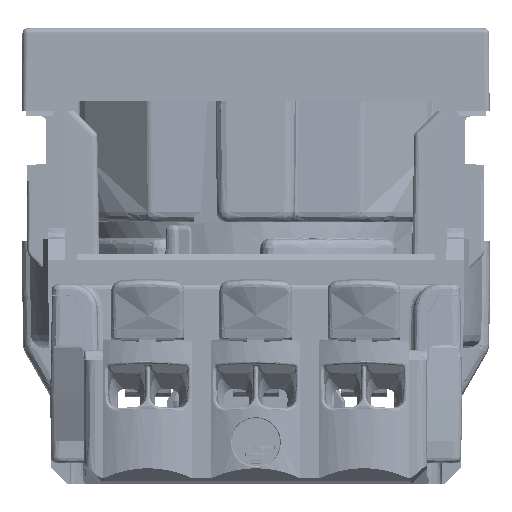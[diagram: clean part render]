
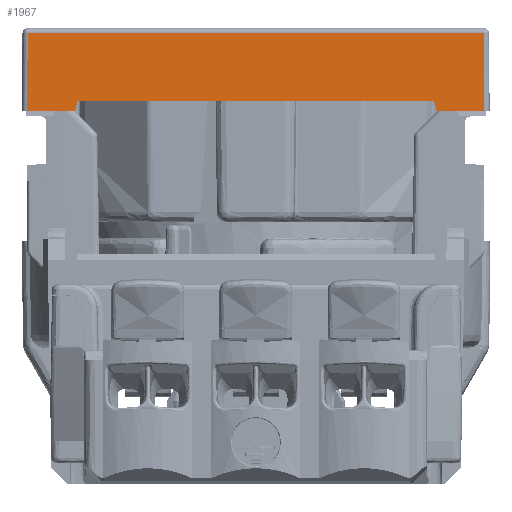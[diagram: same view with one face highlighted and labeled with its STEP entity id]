
A CAD part, left-side view. The second image highlights one B-rep face of the part: STEP entity #1967.
In plain terms, the highlighted planar face has unit normal (-1, 0, 0.006).
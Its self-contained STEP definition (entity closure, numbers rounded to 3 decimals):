
#1879=AXIS2_PLACEMENT_3D('Plane Axis2P3D',#1876,#1877,#1878) ;
#908=CARTESIAN_POINT('Line Origine',(-22.476,-21.976,160.752)) ;
#912=CARTESIAN_POINT('Vertex',(-22.5,-22.,156.752)) ;
#914=CARTESIAN_POINT('Vertex',(-22.454,-21.954,164.255)) ;
#1876=CARTESIAN_POINT('Axis2P3D Location',(-22.5,0.,156.752)) ;
#1881=CARTESIAN_POINT('Line Origine',(-22.5,0.,156.752)) ;
#1885=CARTESIAN_POINT('Vertex',(-22.5,21.9,156.752)) ;
#1887=CARTESIAN_POINT('Vertex',(-22.5,21.902,156.752)) ;
#1890=CARTESIAN_POINT('Line Origine',(-22.5,0.,156.752)) ;
#1894=CARTESIAN_POINT('Vertex',(-22.5,17.42,156.752)) ;
#1898=CARTESIAN_POINT('Control Point',(-22.5,17.42,156.752)) ;
#1899=CARTESIAN_POINT('Control Point',(-22.494,17.152,157.752)) ;
#1900=CARTESIAN_POINT('Vertex',(-22.494,17.152,157.752)) ;
#1903=CARTESIAN_POINT('Line Origine',(-22.494,0.,157.752)) ;
#1907=CARTESIAN_POINT('Vertex',(-22.494,-17.152,157.752)) ;
#1911=CARTESIAN_POINT('Control Point',(-22.5,-17.42,156.752)) ;
#1912=CARTESIAN_POINT('Control Point',(-22.494,-17.152,157.752)) ;
#1913=CARTESIAN_POINT('Vertex',(-22.5,-17.42,156.752)) ;
#1916=CARTESIAN_POINT('Line Origine',(-22.5,0.,156.752)) ;
#1920=CARTESIAN_POINT('Vertex',(-22.5,-21.9,156.752)) ;
#1923=CARTESIAN_POINT('Line Origine',(-22.5,0.,156.752)) ;
#1927=CARTESIAN_POINT('Vertex',(-22.5,-21.902,156.752)) ;
#1930=CARTESIAN_POINT('Line Origine',(-22.5,0.,156.752)) ;
#1935=CARTESIAN_POINT('Line Origine',(-22.454,0.,164.255)) ;
#1939=CARTESIAN_POINT('Vertex',(-22.454,21.954,164.255)) ;
#1943=CARTESIAN_POINT('Control Point',(-22.454,21.954,164.255)) ;
#1944=CARTESIAN_POINT('Control Point',(-22.5,22.,156.752)) ;
#1945=CARTESIAN_POINT('Vertex',(-22.5,22.,156.752)) ;
#1948=CARTESIAN_POINT('Line Origine',(-22.5,0.,156.752)) ;
#909=DIRECTION('Vector Direction',(-0.006,-0.006,-1.)) ;
#1877=DIRECTION('Axis2P3D Direction',(1.,0.,-0.006)) ;
#1878=DIRECTION('Axis2P3D XDirection',(0.,-1.,0.)) ;
#1882=DIRECTION('Vector Direction',(0.,-1.,0.)) ;
#1891=DIRECTION('Vector Direction',(0.,-1.,0.)) ;
#1904=DIRECTION('Vector Direction',(0.,-1.,0.)) ;
#1917=DIRECTION('Vector Direction',(0.,-1.,0.)) ;
#1924=DIRECTION('Vector Direction',(0.,-1.,0.)) ;
#1931=DIRECTION('Vector Direction',(0.,-1.,0.)) ;
#1936=DIRECTION('Vector Direction',(0.,-1.,0.)) ;
#1949=DIRECTION('Vector Direction',(0.,-1.,0.)) ;
#910=VECTOR('Line Direction',#909,1.) ;
#1883=VECTOR('Line Direction',#1882,1.) ;
#1892=VECTOR('Line Direction',#1891,1.) ;
#1905=VECTOR('Line Direction',#1904,1.) ;
#1918=VECTOR('Line Direction',#1917,1.) ;
#1925=VECTOR('Line Direction',#1924,1.) ;
#1932=VECTOR('Line Direction',#1931,1.) ;
#1937=VECTOR('Line Direction',#1936,1.) ;
#1950=VECTOR('Line Direction',#1949,1.) ;
#1954=ORIENTED_EDGE('',*,*,#1889,.F.) ;
#1955=ORIENTED_EDGE('',*,*,#1896,.F.) ;
#1956=ORIENTED_EDGE('',*,*,#1902,.T.) ;
#1957=ORIENTED_EDGE('',*,*,#1909,.T.) ;
#1958=ORIENTED_EDGE('',*,*,#1915,.T.) ;
#1959=ORIENTED_EDGE('',*,*,#1922,.F.) ;
#1960=ORIENTED_EDGE('',*,*,#1929,.F.) ;
#1961=ORIENTED_EDGE('',*,*,#1934,.F.) ;
#1962=ORIENTED_EDGE('',*,*,#916,.T.) ;
#1963=ORIENTED_EDGE('',*,*,#1941,.F.) ;
#1964=ORIENTED_EDGE('',*,*,#1947,.F.) ;
#1965=ORIENTED_EDGE('',*,*,#1952,.F.) ;
#1967=ADVANCED_FACE('ED00803_A.1\\MANIFOLD_SOLID_BREP #17201',(#1966),#1880,.F.) ;
#1897=B_SPLINE_CURVE_WITH_KNOTS('',1,(#1898,#1899),.UNSPECIFIED.,.F.,.U.,(2,2),(-0.518,0.518),.UNSPECIFIED.) ;
#1910=B_SPLINE_CURVE_WITH_KNOTS('',1,(#1911,#1912),.UNSPECIFIED.,.F.,.U.,(2,2),(-0.518,0.518),.UNSPECIFIED.) ;
#1942=B_SPLINE_CURVE_WITH_KNOTS('',1,(#1943,#1944),.UNSPECIFIED.,.F.,.U.,(2,2),(-3.503,4.),.UNSPECIFIED.) ;
#916=EDGE_CURVE('',#913,#915,#911,.F.) ;
#1889=EDGE_CURVE('',#1886,#1888,#1884,.F.) ;
#1896=EDGE_CURVE('',#1895,#1886,#1893,.F.) ;
#1902=EDGE_CURVE('',#1895,#1901,#1897,.T.) ;
#1909=EDGE_CURVE('',#1901,#1908,#1906,.T.) ;
#1915=EDGE_CURVE('',#1908,#1914,#1910,.F.) ;
#1922=EDGE_CURVE('',#1921,#1914,#1919,.F.) ;
#1929=EDGE_CURVE('',#1928,#1921,#1926,.F.) ;
#1934=EDGE_CURVE('',#913,#1928,#1933,.F.) ;
#1941=EDGE_CURVE('',#1940,#915,#1938,.T.) ;
#1947=EDGE_CURVE('',#1946,#1940,#1942,.F.) ;
#1952=EDGE_CURVE('',#1888,#1946,#1951,.F.) ;
#1953=EDGE_LOOP('',(#1954,#1955,#1956,#1957,#1958,#1959,#1960,#1961,#1962,#1963,#1964,#1965)) ;
#1966=FACE_OUTER_BOUND('',#1953,.T.) ;
#911=LINE('Line',#908,#910) ;
#1884=LINE('Line',#1881,#1883) ;
#1893=LINE('Line',#1890,#1892) ;
#1906=LINE('Line',#1903,#1905) ;
#1919=LINE('Line',#1916,#1918) ;
#1926=LINE('Line',#1923,#1925) ;
#1933=LINE('Line',#1930,#1932) ;
#1938=LINE('Line',#1935,#1937) ;
#1951=LINE('Line',#1948,#1950) ;
#1880=PLANE('',#1879) ;
#913=VERTEX_POINT('',#912) ;
#915=VERTEX_POINT('',#914) ;
#1886=VERTEX_POINT('',#1885) ;
#1888=VERTEX_POINT('',#1887) ;
#1895=VERTEX_POINT('',#1894) ;
#1901=VERTEX_POINT('',#1900) ;
#1908=VERTEX_POINT('',#1907) ;
#1914=VERTEX_POINT('',#1913) ;
#1921=VERTEX_POINT('',#1920) ;
#1928=VERTEX_POINT('',#1927) ;
#1940=VERTEX_POINT('',#1939) ;
#1946=VERTEX_POINT('',#1945) ;
